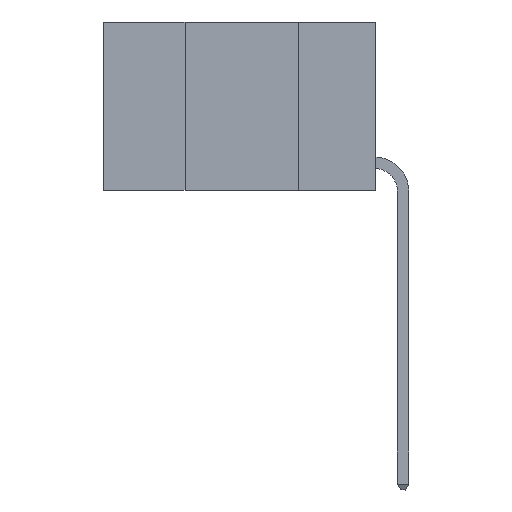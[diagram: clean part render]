
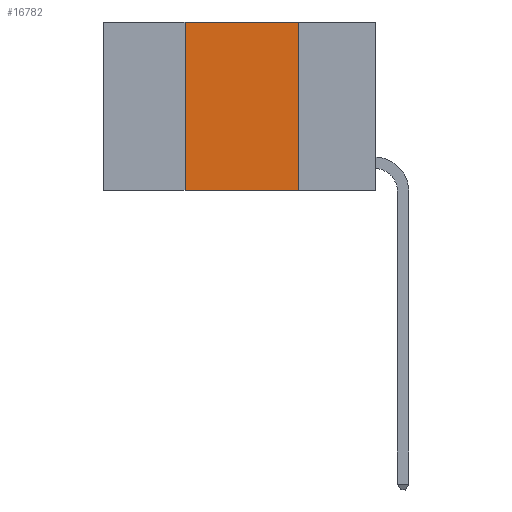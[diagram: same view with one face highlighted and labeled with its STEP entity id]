
A CAD part, left-side view. The second image highlights one B-rep face of the part: STEP entity #16782.
In plain terms, the highlighted planar face has unit normal (-1, 0, 0).
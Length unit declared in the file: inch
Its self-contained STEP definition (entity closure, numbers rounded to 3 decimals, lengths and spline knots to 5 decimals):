
#868 = FACE_OUTER_BOUND ( 'NONE', #9729, .T. ) ;
#1094 = CARTESIAN_POINT ( 'NONE',  ( 0., 0.42, -0.37 ) ) ;
#1134 = CARTESIAN_POINT ( 'NONE',  ( 0., 0.6, 0. ) ) ;
#3096 = AXIS2_PLACEMENT_3D ( 'NONE', #9975, #16284, #7014 ) ;
#3248 = CARTESIAN_POINT ( 'NONE',  ( 0., 0.42, 0. ) ) ;
#3321 = VECTOR ( 'NONE', #10515, 39.37008 ) ;
#3352 = VECTOR ( 'NONE', #13129, 39.37008 ) ;
#3438 = ORIENTED_EDGE ( 'NONE', *, *, #18559, .F. ) ;
#4997 = VERTEX_POINT ( 'NONE', #1094 ) ;
#5916 = DIRECTION ( 'NONE',  ( 0., -1., 0. ) ) ;
#6002 = VERTEX_POINT ( 'NONE', #6676 ) ;
#6390 = DIRECTION ( 'NONE',  ( 0., 0., 1. ) ) ;
#6476 = VECTOR ( 'NONE', #5916, 39.37008 ) ;
#6616 = CARTESIAN_POINT ( 'NONE',  ( 0., 0.17, -0.37 ) ) ;
#6676 = CARTESIAN_POINT ( 'NONE',  ( 0., 0.17, 0. ) ) ;
#7014 = DIRECTION ( 'NONE',  ( 0., 0., -1. ) ) ;
#7267 = ORIENTED_EDGE ( 'NONE', *, *, #14817, .F. ) ;
#8918 = ORIENTED_EDGE ( 'NONE', *, *, #15207, .F. ) ;
#9729 = EDGE_LOOP ( 'NONE', ( #3438, #8918, #7267, #18277 ) ) ;
#9975 = CARTESIAN_POINT ( 'NONE',  ( 0., 0.6, 0. ) ) ;
#10335 = VECTOR ( 'NONE', #6390, 39.37008 ) ;
#10515 = DIRECTION ( 'NONE',  ( 0., -1., 0. ) ) ;
#11559 = CARTESIAN_POINT ( 'NONE',  ( 0., 0.17, 0. ) ) ;
#12398 = VERTEX_POINT ( 'NONE', #6616 ) ;
#12572 = LINE ( 'NONE', #1134, #3321 ) ;
#13129 = DIRECTION ( 'NONE',  ( 0., 0., -1. ) ) ;
#14747 = PLANE ( 'NONE',  #3096 ) ;
#14817 = EDGE_CURVE ( 'NONE', #4997, #17339, #18540, .T. ) ;
#15192 = CARTESIAN_POINT ( 'NONE',  ( 0., 0.6, -0.37 ) ) ;
#15207 = EDGE_CURVE ( 'NONE', #17339, #6002, #12572, .T. ) ;
#15694 = EDGE_CURVE ( 'NONE', #4997, #12398, #18779, .T. ) ;
#15734 = LINE ( 'NONE', #11559, #3352 ) ;
#16284 = DIRECTION ( 'NONE',  ( 1., 0., 0. ) ) ;
#16782 = ADVANCED_FACE ( 'NONE', ( #868 ), #14747, .F. ) ;
#17339 = VERTEX_POINT ( 'NONE', #17651 ) ;
#17651 = CARTESIAN_POINT ( 'NONE',  ( 0., 0.42, 0. ) ) ;
#18277 = ORIENTED_EDGE ( 'NONE', *, *, #15694, .T. ) ;
#18540 = LINE ( 'NONE', #3248, #10335 ) ;
#18559 = EDGE_CURVE ( 'NONE', #6002, #12398, #15734, .T. ) ;
#18779 = LINE ( 'NONE', #15192, #6476 ) ;
